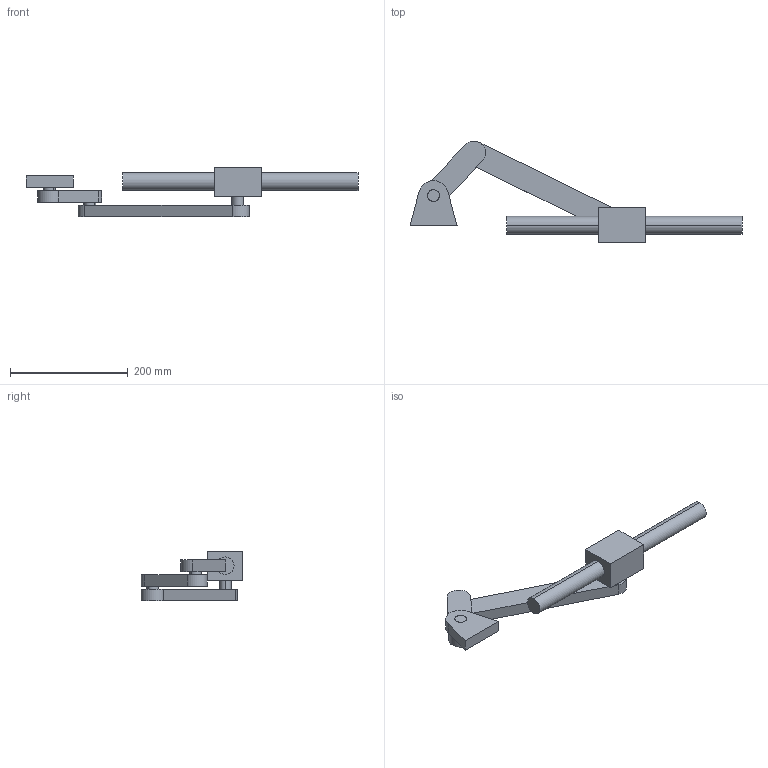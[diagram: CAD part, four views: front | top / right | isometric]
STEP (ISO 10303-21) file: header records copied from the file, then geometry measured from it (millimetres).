
FILE_DESCRIPTION (( 'STEP AP214' ), '1' );
FILE_NAME ('slider_crank_mechanism.step', '2024-08-10T02:10:15', ( '' ), ( '' ), '', '', '' );
FILE_SCHEMA (( 'AUTOMOTIVE_DESIGN' ));
Length unit declared in the file: millimetre
Products named in the file (6): SliderCrankMechanism2; Slider; R2; base; R1; SlideWay
Assembly tree (5 placements, depth 2):
  SliderCrankMechanism2
    base
    R1
    R2
    SlideWay
    Slider
Bounding box: 564.94 x 173.32 x 85 mm (x, y, z)
Volume: 915607.1 mm3; surface area: 145744.6 mm2
Topology: 5 solids, 5 shells, 45 faces, 96 edges, 64 vertices
Faces by surface type: plane 24, cylinder 21
Entity records: 1523 total; most frequent: DIRECTION 244, CARTESIAN_POINT 213, ORIENTED_EDGE 192, EDGE_CURVE 96, AXIS2_PLACEMENT_3D 95, VERTEX_POINT 64, EDGE_LOOP 56, VECTOR 54
